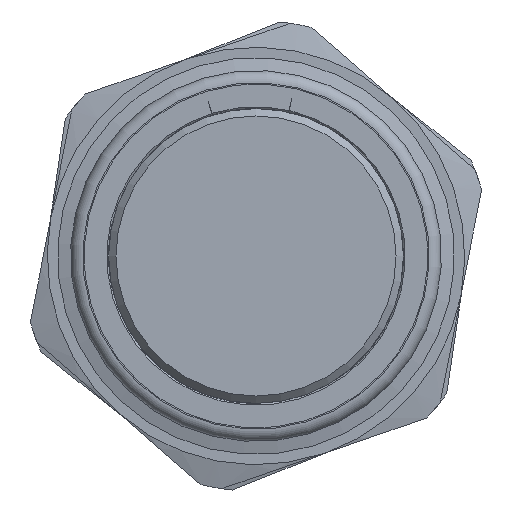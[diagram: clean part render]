
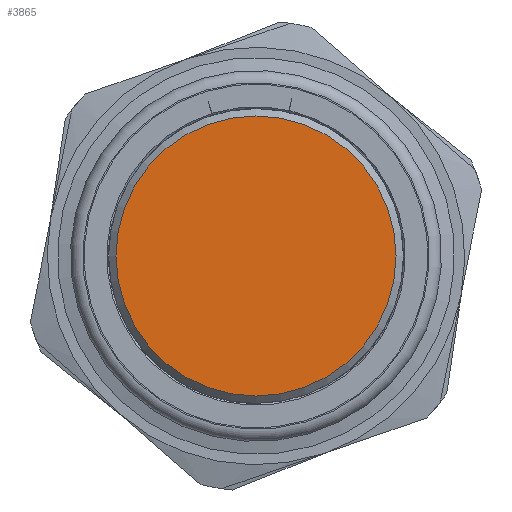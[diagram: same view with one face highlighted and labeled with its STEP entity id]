
A CAD part, left-side view. The second image highlights one B-rep face of the part: STEP entity #3865.
In plain terms, the highlighted planar face has unit normal (-1, 0, 0).
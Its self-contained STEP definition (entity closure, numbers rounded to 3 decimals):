
#3849=CARTESIAN_POINT('',(0.,5.35,0.0));
#3850=DIRECTION('',(-1.0,0.0,0.0));
#3851=DIRECTION('',(0.0,0.0,1.0));
#3852=AXIS2_PLACEMENT_3D('',#3849,#3850,#3851);
#3853=PLANE('',#3852);
#3854=CARTESIAN_POINT('',(0.,5.7,0.0));
#3855=VERTEX_POINT('',#3854);
#3856=CARTESIAN_POINT('',(0.0,0.0,0.0));
#3857=DIRECTION('',(1.0,0.0,0.0));
#3858=DIRECTION('',(0.0,1.0,0.0));
#3859=AXIS2_PLACEMENT_3D('',#3856,#3857,#3858);
#3860=CIRCLE('',#3859,5.7);
#3861=EDGE_CURVE('',#3855,#3855,#3860,.T.);
#3862=ORIENTED_EDGE('',*,*,#3861,.F.);
#3863=EDGE_LOOP('',(#3862));
#3864=FACE_OUTER_BOUND('',#3863,.T.);
#3865=ADVANCED_FACE('',(#3864),#3853,.T.);
